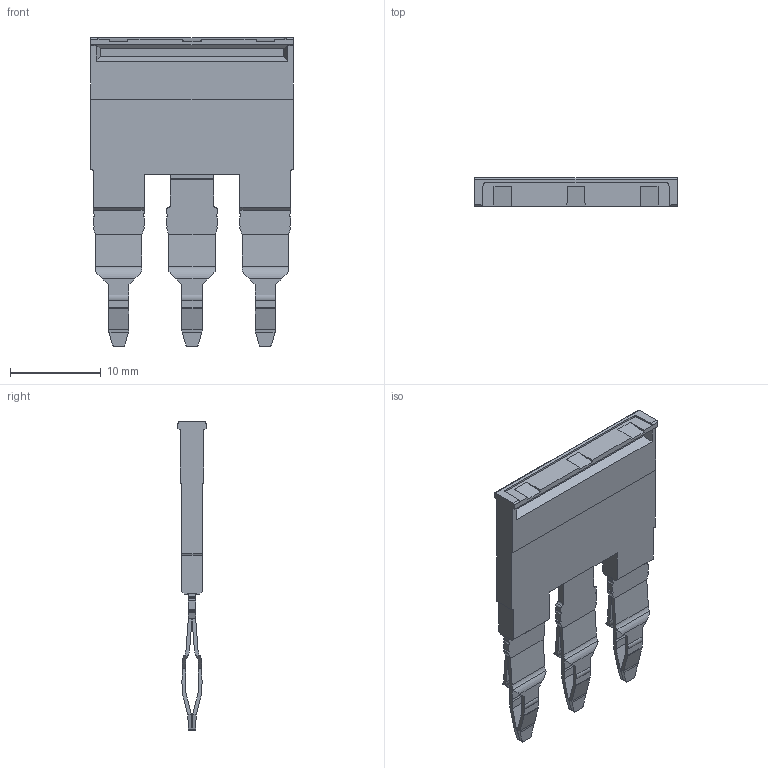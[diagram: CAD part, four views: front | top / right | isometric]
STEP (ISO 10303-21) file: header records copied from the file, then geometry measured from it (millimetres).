
FILE_DESCRIPTION(('CATIA V5R20 STEP214','CAx-IF Rec.Pracs.--- Model Styling and Organization---1.5--- 2016-08-15','CAx-IF Rec.Pracs.---Supplemental Geometry---1.0---2011-11-01','CAx-IF Rec.Pracs.--- Composite Materials ---1.1---2010-07-15'),'2;1');
FILE_NAME ('8496629_3', '2025-10-02T15:30:45+00:00', ('Weidmueller Interface'), ('Weidmueller'), 'CATIA Version 5-6 Release 2024 SP4', 'CATIA V5 STEP AP214 v3', 'none');
FILE_SCHEMA(('AUTOMOTIVE_DESIGN { 1 0 10303 214 1 1 1 1 }'));
Length unit declared in the file: millimetre
Products named in the file (1): 1985840000
Bounding box: 22.4 x 3.1 x 34.11 mm (x, y, z)
Volume: 989.9 mm3; surface area: 1868 mm2
Topology: 1 solids, 7 shells, 378 faces, 1083 edges, 722 vertices
Faces by surface type: plane 277, cylinder 101
Entity records: 12229 total; most frequent: CARTESIAN_POINT 2788, ORIENTED_EDGE 2166, DIRECTION 1549, EDGE_CURVE 1083, VECTOR 809, LINE 809, VERTEX_POINT 722, AXIS2_PLACEMENT_3D 453
